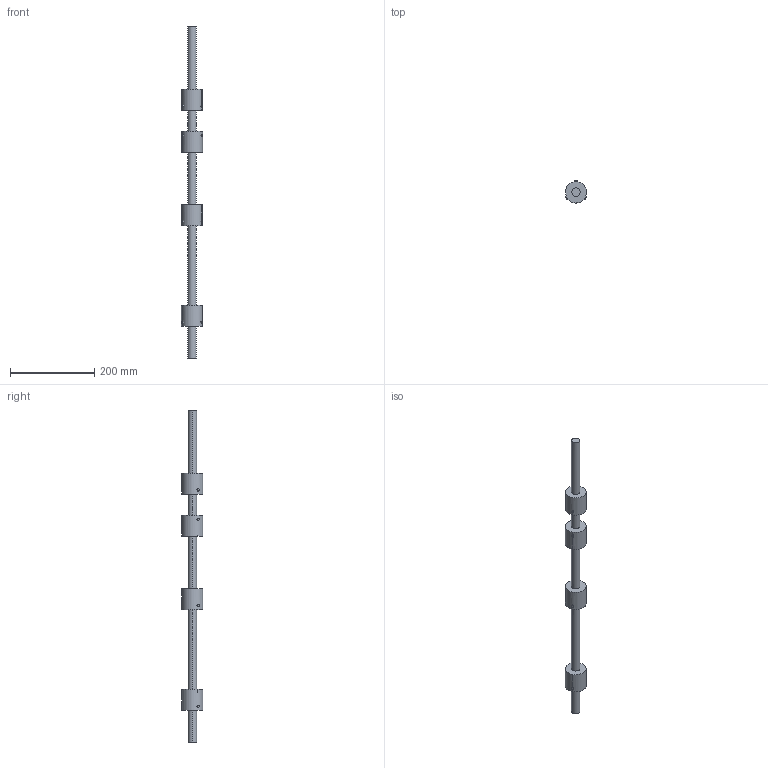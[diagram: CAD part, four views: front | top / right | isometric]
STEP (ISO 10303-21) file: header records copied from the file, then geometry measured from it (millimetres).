
FILE_DESCRIPTION(('CATIA V5 STEP Exchange'),'2;1');
FILE_NAME('shaft assembly.stp','2017-10-31T18:47:09+00:00',('none'),('none'),'CATIA Version 5 Release 17 (IN-10)','CATIA V5 STEP AP203','none');
FILE_SCHEMA(('CONFIG_CONTROL_DESIGN'));
Length unit declared in the file: millimetre
Products named in the file (1): Product1
Assembly tree (26 placements, depth 2):
  Product1
    #56
    #2046
    #3012
    #3121
    #3230
    #3339
    #3448
    #3557
    #3666
    #3775
    #3884
    #4850
    #4959
    #5068
    #5177
    #6143
    #6252
    #6361
    #6470
    #6579
    #6688
    #7654
    #7763
    #7872
    #7981
    #8090
Bounding box: 50.06 x 52 x 790 mm (x, y, z)
Volume: 585180.8 mm3; surface area: 119271 mm2
Topology: 26 solids, 26 shells, 172 faces, 548 edges, 432 vertices
Faces by surface type: cylinder 108, plane 64
Entity records: 8138 total; most frequent: CARTESIAN_POINT 3099, ORIENTED_EDGE 1096, DIRECTION 695, EDGE_CURVE 548, VERTEX_POINT 432, AXIS2_PLACEMENT_3D 355, B_SPLINE_CURVE_WITH_KNOTS 301, EDGE_LOOP 208
